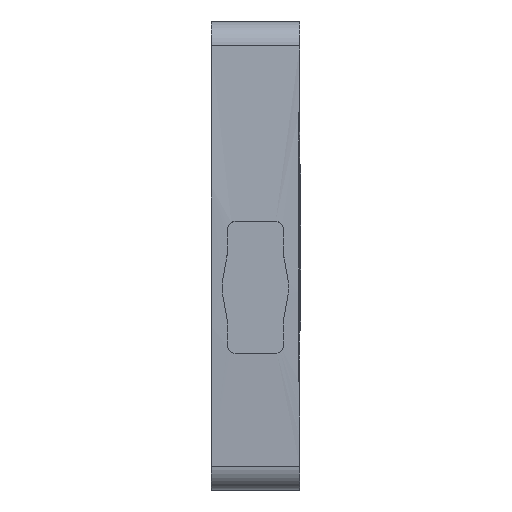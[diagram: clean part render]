
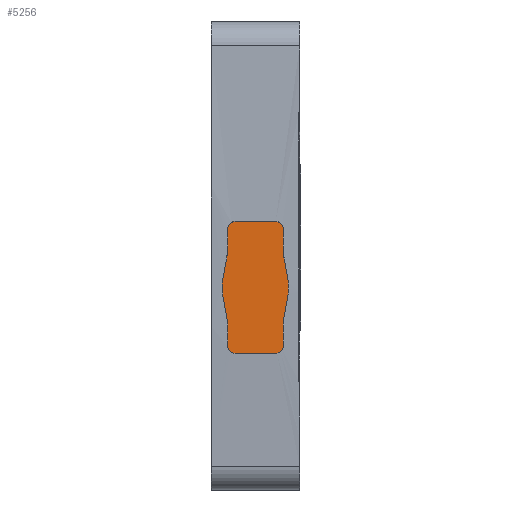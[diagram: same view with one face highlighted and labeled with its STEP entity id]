
A CAD part, top view. The second image highlights one B-rep face of the part: STEP entity #5256.
In plain terms, the highlighted planar face has unit normal (0, 0, 1).
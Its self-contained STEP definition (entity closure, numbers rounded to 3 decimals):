
#4840=AXIS2_PLACEMENT_3D('Circle Axis2P3D',#4838,#4839,$) ;
#4979=AXIS2_PLACEMENT_3D('Circle Axis2P3D',#4977,#4978,$) ;
#5027=AXIS2_PLACEMENT_3D('Circle Axis2P3D',#5025,#5026,$) ;
#5166=AXIS2_PLACEMENT_3D('Circle Axis2P3D',#5164,#5165,$) ;
#5236=AXIS2_PLACEMENT_3D('Plane Axis2P3D',#5233,#5234,#5235) ;
#4807=CARTESIAN_POINT('Line Origine',(1.75,5.405,43.7)) ;
#4811=CARTESIAN_POINT('Vertex',(0.95,5.405,43.7)) ;
#4813=CARTESIAN_POINT('Vertex',(2.55,5.405,43.7)) ;
#4838=CARTESIAN_POINT('Axis2P3D Location',(0.95,5.705,43.7)) ;
#4842=CARTESIAN_POINT('Vertex',(0.65,5.705,43.7)) ;
#4866=CARTESIAN_POINT('Vertex',(0.65,6.645,43.7)) ;
#4869=CARTESIAN_POINT('Line Origine',(0.65,6.175,43.7)) ;
#4890=CARTESIAN_POINT('Vertex',(0.45,7.78,43.7)) ;
#4893=CARTESIAN_POINT('Line Origine',(0.55,7.213,43.7)) ;
#4914=CARTESIAN_POINT('Vertex',(0.45,8.231,43.7)) ;
#4917=CARTESIAN_POINT('Line Origine',(0.45,8.005,43.7)) ;
#4934=CARTESIAN_POINT('Line Origine',(0.55,8.798,43.7)) ;
#4938=CARTESIAN_POINT('Vertex',(0.65,9.365,43.7)) ;
#4957=CARTESIAN_POINT('Vertex',(0.65,10.305,43.7)) ;
#4960=CARTESIAN_POINT('Line Origine',(0.65,9.835,43.7)) ;
#4977=CARTESIAN_POINT('Axis2P3D Location',(0.95,10.305,43.7)) ;
#4981=CARTESIAN_POINT('Vertex',(0.95,10.605,43.7)) ;
#5001=CARTESIAN_POINT('Line Origine',(1.75,10.605,43.7)) ;
#5005=CARTESIAN_POINT('Vertex',(2.55,10.605,43.7)) ;
#5025=CARTESIAN_POINT('Axis2P3D Location',(2.55,10.305,43.7)) ;
#5029=CARTESIAN_POINT('Vertex',(2.85,10.305,43.7)) ;
#5049=CARTESIAN_POINT('Line Origine',(2.85,9.835,43.7)) ;
#5053=CARTESIAN_POINT('Vertex',(2.85,9.365,43.7)) ;
#5077=CARTESIAN_POINT('Vertex',(3.05,8.231,43.7)) ;
#5080=CARTESIAN_POINT('Line Origine',(2.95,8.798,43.7)) ;
#5097=CARTESIAN_POINT('Line Origine',(3.05,8.005,43.7)) ;
#5101=CARTESIAN_POINT('Vertex',(3.05,7.78,43.7)) ;
#5121=CARTESIAN_POINT('Line Origine',(2.95,7.213,43.7)) ;
#5125=CARTESIAN_POINT('Vertex',(2.85,6.645,43.7)) ;
#5140=CARTESIAN_POINT('Line Origine',(2.85,6.175,43.7)) ;
#5144=CARTESIAN_POINT('Vertex',(2.85,5.705,43.7)) ;
#5164=CARTESIAN_POINT('Axis2P3D Location',(2.55,5.705,43.7)) ;
#5233=CARTESIAN_POINT('Axis2P3D Location',(0.,10.605,43.7)) ;
#4808=DIRECTION('Vector Direction',(-1.,0.,0.)) ;
#4839=DIRECTION('Axis2P3D Direction',(0.,0.,-1.)) ;
#4870=DIRECTION('Vector Direction',(0.,-1.,0.)) ;
#4894=DIRECTION('Vector Direction',(0.174,-0.985,0.)) ;
#4918=DIRECTION('Vector Direction',(0.,1.,0.)) ;
#4935=DIRECTION('Vector Direction',(0.174,0.985,0.)) ;
#4961=DIRECTION('Vector Direction',(0.,-1.,0.)) ;
#4978=DIRECTION('Axis2P3D Direction',(0.,0.,-1.)) ;
#5002=DIRECTION('Vector Direction',(-1.,0.,0.)) ;
#5026=DIRECTION('Axis2P3D Direction',(0.,0.,1.)) ;
#5050=DIRECTION('Vector Direction',(0.,-1.,0.)) ;
#5081=DIRECTION('Vector Direction',(-0.174,0.985,0.)) ;
#5098=DIRECTION('Vector Direction',(0.,1.,0.)) ;
#5122=DIRECTION('Vector Direction',(-0.174,-0.985,0.)) ;
#5141=DIRECTION('Vector Direction',(0.,-1.,0.)) ;
#5165=DIRECTION('Axis2P3D Direction',(0.,0.,1.)) ;
#5234=DIRECTION('Axis2P3D Direction',(0.,0.,1.)) ;
#5235=DIRECTION('Axis2P3D XDirection',(0.,-1.,0.)) ;
#4809=VECTOR('Line Direction',#4808,1.) ;
#4871=VECTOR('Line Direction',#4870,1.) ;
#4895=VECTOR('Line Direction',#4894,1.) ;
#4919=VECTOR('Line Direction',#4918,1.) ;
#4936=VECTOR('Line Direction',#4935,1.) ;
#4962=VECTOR('Line Direction',#4961,1.) ;
#5003=VECTOR('Line Direction',#5002,1.) ;
#5051=VECTOR('Line Direction',#5050,1.) ;
#5082=VECTOR('Line Direction',#5081,1.) ;
#5099=VECTOR('Line Direction',#5098,1.) ;
#5123=VECTOR('Line Direction',#5122,1.) ;
#5142=VECTOR('Line Direction',#5141,1.) ;
#5239=ORIENTED_EDGE('',*,*,#4815,.T.) ;
#5240=ORIENTED_EDGE('',*,*,#5168,.F.) ;
#5241=ORIENTED_EDGE('',*,*,#5146,.F.) ;
#5242=ORIENTED_EDGE('',*,*,#5127,.F.) ;
#5243=ORIENTED_EDGE('',*,*,#5103,.T.) ;
#5244=ORIENTED_EDGE('',*,*,#5084,.T.) ;
#5245=ORIENTED_EDGE('',*,*,#5055,.F.) ;
#5246=ORIENTED_EDGE('',*,*,#5031,.F.) ;
#5247=ORIENTED_EDGE('',*,*,#5007,.F.) ;
#5248=ORIENTED_EDGE('',*,*,#4983,.T.) ;
#5249=ORIENTED_EDGE('',*,*,#4964,.T.) ;
#5250=ORIENTED_EDGE('',*,*,#4940,.F.) ;
#5251=ORIENTED_EDGE('',*,*,#4921,.F.) ;
#5252=ORIENTED_EDGE('',*,*,#4897,.T.) ;
#5253=ORIENTED_EDGE('',*,*,#4873,.T.) ;
#5254=ORIENTED_EDGE('',*,*,#4844,.T.) ;
#5256=ADVANCED_FACE('MLD',(#5255),#5237,.T.) ;
#4841=CIRCLE('generated circle',#4840,0.3) ;
#4980=CIRCLE('generated circle',#4979,0.3) ;
#5028=CIRCLE('generated circle',#5027,0.3) ;
#5167=CIRCLE('generated circle',#5166,0.3) ;
#4815=EDGE_CURVE('',#4812,#4814,#4810,.F.) ;
#4844=EDGE_CURVE('',#4843,#4812,#4841,.F.) ;
#4873=EDGE_CURVE('',#4867,#4843,#4872,.T.) ;
#4897=EDGE_CURVE('',#4891,#4867,#4896,.T.) ;
#4921=EDGE_CURVE('',#4891,#4915,#4920,.T.) ;
#4940=EDGE_CURVE('',#4915,#4939,#4937,.T.) ;
#4964=EDGE_CURVE('',#4958,#4939,#4963,.T.) ;
#4983=EDGE_CURVE('',#4982,#4958,#4980,.F.) ;
#5007=EDGE_CURVE('',#4982,#5006,#5004,.F.) ;
#5031=EDGE_CURVE('',#5006,#5030,#5028,.F.) ;
#5055=EDGE_CURVE('',#5030,#5054,#5052,.T.) ;
#5084=EDGE_CURVE('',#5078,#5054,#5083,.T.) ;
#5103=EDGE_CURVE('',#5102,#5078,#5100,.T.) ;
#5127=EDGE_CURVE('',#5102,#5126,#5124,.T.) ;
#5146=EDGE_CURVE('',#5126,#5145,#5143,.T.) ;
#5168=EDGE_CURVE('',#5145,#4814,#5167,.F.) ;
#5238=EDGE_LOOP('',(#5239,#5240,#5241,#5242,#5243,#5244,#5245,#5246,#5247,#5248,#5249,#5250,#5251,#5252,#5253,#5254)) ;
#5255=FACE_OUTER_BOUND('',#5238,.T.) ;
#4810=LINE('Line',#4807,#4809) ;
#4872=LINE('Line',#4869,#4871) ;
#4896=LINE('Line',#4893,#4895) ;
#4920=LINE('Line',#4917,#4919) ;
#4937=LINE('Line',#4934,#4936) ;
#4963=LINE('Line',#4960,#4962) ;
#5004=LINE('Line',#5001,#5003) ;
#5052=LINE('Line',#5049,#5051) ;
#5083=LINE('Line',#5080,#5082) ;
#5100=LINE('Line',#5097,#5099) ;
#5124=LINE('Line',#5121,#5123) ;
#5143=LINE('Line',#5140,#5142) ;
#5237=PLANE('',#5236) ;
#4812=VERTEX_POINT('',#4811) ;
#4814=VERTEX_POINT('',#4813) ;
#4843=VERTEX_POINT('',#4842) ;
#4867=VERTEX_POINT('',#4866) ;
#4891=VERTEX_POINT('',#4890) ;
#4915=VERTEX_POINT('',#4914) ;
#4939=VERTEX_POINT('',#4938) ;
#4958=VERTEX_POINT('',#4957) ;
#4982=VERTEX_POINT('',#4981) ;
#5006=VERTEX_POINT('',#5005) ;
#5030=VERTEX_POINT('',#5029) ;
#5054=VERTEX_POINT('',#5053) ;
#5078=VERTEX_POINT('',#5077) ;
#5102=VERTEX_POINT('',#5101) ;
#5126=VERTEX_POINT('',#5125) ;
#5145=VERTEX_POINT('',#5144) ;
